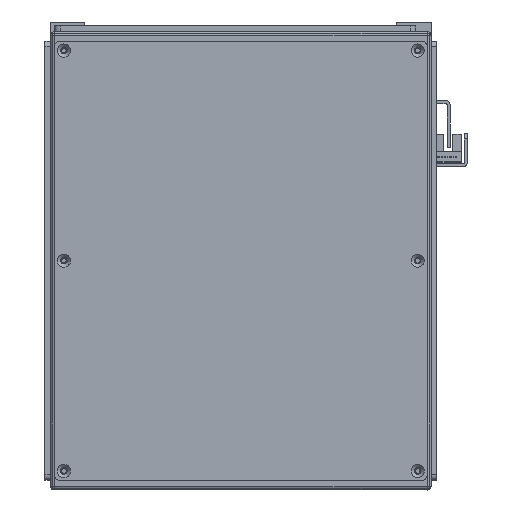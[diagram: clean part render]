
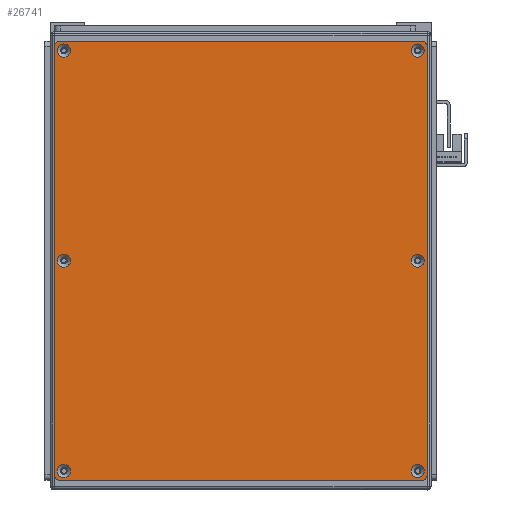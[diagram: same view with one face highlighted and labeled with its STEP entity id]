
A CAD part, front view. The second image highlights one B-rep face of the part: STEP entity #26741.
In plain terms, the highlighted planar face has unit normal (0, -1, 0).
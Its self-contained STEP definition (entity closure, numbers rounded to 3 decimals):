
#718=FACE_BOUND('',#6512,.T.);
#719=FACE_BOUND('',#6513,.T.);
#720=FACE_BOUND('',#6514,.T.);
#721=FACE_BOUND('',#6515,.T.);
#722=FACE_BOUND('',#6516,.T.);
#723=FACE_BOUND('',#6517,.T.);
#2679=CIRCLE('',#29678,3.45);
#2682=CIRCLE('',#29683,3.45);
#2685=CIRCLE('',#29688,3.45);
#2688=CIRCLE('',#29693,3.45);
#2691=CIRCLE('',#29698,3.45);
#2694=CIRCLE('',#29703,3.45);
#2697=CIRCLE('',#29708,3.);
#2699=CIRCLE('',#29711,3.);
#2700=CIRCLE('',#29712,3.);
#2701=CIRCLE('',#29713,3.);
#4755=FACE_OUTER_BOUND('',#6511,.T.);
#6511=EDGE_LOOP('',(#24532,#24533,#24534,#24535,#24536,#24537,#24538,#24539));
#6512=EDGE_LOOP('',(#24540));
#6513=EDGE_LOOP('',(#24541));
#6514=EDGE_LOOP('',(#24542));
#6515=EDGE_LOOP('',(#24543));
#6516=EDGE_LOOP('',(#24544));
#6517=EDGE_LOOP('',(#24545));
#8809=LINE('',#46293,#11092);
#8810=LINE('',#46297,#11093);
#8811=LINE('',#46301,#11094);
#8812=LINE('',#46304,#11095);
#11092=VECTOR('',#37235,10.);
#11093=VECTOR('',#37238,10.);
#11094=VECTOR('',#37241,10.);
#11095=VECTOR('',#37244,10.);
#13543=VERTEX_POINT('',#46223);
#13546=VERTEX_POINT('',#46233);
#13549=VERTEX_POINT('',#46243);
#13552=VERTEX_POINT('',#46253);
#13555=VERTEX_POINT('',#46263);
#13558=VERTEX_POINT('',#46273);
#13561=VERTEX_POINT('',#46283);
#13562=VERTEX_POINT('',#46284);
#13565=VERTEX_POINT('',#46292);
#13566=VERTEX_POINT('',#46294);
#13567=VERTEX_POINT('',#46296);
#13568=VERTEX_POINT('',#46298);
#13569=VERTEX_POINT('',#46300);
#13570=VERTEX_POINT('',#46302);
#17202=EDGE_CURVE('',#13543,#13543,#2679,.T.);
#17207=EDGE_CURVE('',#13546,#13546,#2682,.T.);
#17212=EDGE_CURVE('',#13549,#13549,#2685,.T.);
#17217=EDGE_CURVE('',#13552,#13552,#2688,.T.);
#17222=EDGE_CURVE('',#13555,#13555,#2691,.T.);
#17227=EDGE_CURVE('',#13558,#13558,#2694,.T.);
#17232=EDGE_CURVE('',#13561,#13562,#2697,.T.);
#17236=EDGE_CURVE('',#13561,#13565,#8809,.T.);
#17237=EDGE_CURVE('',#13566,#13565,#2699,.T.);
#17238=EDGE_CURVE('',#13566,#13567,#8810,.T.);
#17239=EDGE_CURVE('',#13568,#13567,#2700,.T.);
#17240=EDGE_CURVE('',#13568,#13569,#8811,.T.);
#17241=EDGE_CURVE('',#13570,#13569,#2701,.T.);
#17242=EDGE_CURVE('',#13570,#13562,#8812,.T.);
#24532=ORIENTED_EDGE('',*,*,#17232,.F.);
#24533=ORIENTED_EDGE('',*,*,#17236,.T.);
#24534=ORIENTED_EDGE('',*,*,#17237,.F.);
#24535=ORIENTED_EDGE('',*,*,#17238,.T.);
#24536=ORIENTED_EDGE('',*,*,#17239,.F.);
#24537=ORIENTED_EDGE('',*,*,#17240,.T.);
#24538=ORIENTED_EDGE('',*,*,#17241,.F.);
#24539=ORIENTED_EDGE('',*,*,#17242,.T.);
#24540=ORIENTED_EDGE('',*,*,#17202,.T.);
#24541=ORIENTED_EDGE('',*,*,#17207,.T.);
#24542=ORIENTED_EDGE('',*,*,#17212,.T.);
#24543=ORIENTED_EDGE('',*,*,#17217,.T.);
#24544=ORIENTED_EDGE('',*,*,#17222,.T.);
#24545=ORIENTED_EDGE('',*,*,#17227,.T.);
#25400=PLANE('',#29710);
#26741=ADVANCED_FACE('',(#4755,#718,#719,#720,#721,#722,#723),#25400,.T.);
#29678=AXIS2_PLACEMENT_3D('',#46224,#37155,#37156);
#29683=AXIS2_PLACEMENT_3D('',#46234,#37167,#37168);
#29688=AXIS2_PLACEMENT_3D('',#46244,#37179,#37180);
#29693=AXIS2_PLACEMENT_3D('',#46254,#37191,#37192);
#29698=AXIS2_PLACEMENT_3D('',#46264,#37203,#37204);
#29703=AXIS2_PLACEMENT_3D('',#46274,#37215,#37216);
#29708=AXIS2_PLACEMENT_3D('',#46285,#37227,#37228);
#29710=AXIS2_PLACEMENT_3D('',#46291,#37233,#37234);
#29711=AXIS2_PLACEMENT_3D('',#46295,#37236,#37237);
#29712=AXIS2_PLACEMENT_3D('',#46299,#37239,#37240);
#29713=AXIS2_PLACEMENT_3D('',#46303,#37242,#37243);
#37155=DIRECTION('center_axis',(0.,1.,0.));
#37156=DIRECTION('ref_axis',(1.,0.,0.));
#37167=DIRECTION('center_axis',(0.,1.,0.));
#37168=DIRECTION('ref_axis',(1.,0.,0.));
#37179=DIRECTION('center_axis',(0.,1.,0.));
#37180=DIRECTION('ref_axis',(1.,0.,0.));
#37191=DIRECTION('center_axis',(0.,1.,0.));
#37192=DIRECTION('ref_axis',(1.,0.,0.));
#37203=DIRECTION('center_axis',(0.,1.,0.));
#37204=DIRECTION('ref_axis',(1.,0.,0.));
#37215=DIRECTION('center_axis',(0.,1.,0.));
#37216=DIRECTION('ref_axis',(1.,0.,0.));
#37227=DIRECTION('center_axis',(0.,1.,0.));
#37228=DIRECTION('ref_axis',(-0.707,0.,0.707));
#37233=DIRECTION('center_axis',(0.,-1.,0.));
#37234=DIRECTION('ref_axis',(0.,0.,-1.));
#37235=DIRECTION('',(0.,0.,-1.));
#37236=DIRECTION('center_axis',(0.,1.,0.));
#37237=DIRECTION('ref_axis',(-0.707,0.,-0.707));
#37238=DIRECTION('',(1.,0.,0.));
#37239=DIRECTION('center_axis',(0.,1.,0.));
#37240=DIRECTION('ref_axis',(0.707,0.,-0.707));
#37241=DIRECTION('',(0.,0.,1.));
#37242=DIRECTION('center_axis',(0.,1.,0.));
#37243=DIRECTION('ref_axis',(0.707,0.,0.707));
#37244=DIRECTION('',(-1.,0.,0.));
#46223=CARTESIAN_POINT('',(107.05,-1.5,93.));
#46224=CARTESIAN_POINT('Origin',(110.5,-1.5,93.));
#46233=CARTESIAN_POINT('',(-3.45,-1.5,93.));
#46234=CARTESIAN_POINT('Origin',(0.,-1.5,93.));
#46243=CARTESIAN_POINT('',(-113.95,-1.5,93.));
#46244=CARTESIAN_POINT('Origin',(-110.5,-1.5,93.));
#46253=CARTESIAN_POINT('',(-113.95,-1.5,-93.));
#46254=CARTESIAN_POINT('Origin',(-110.5,-1.5,-93.));
#46263=CARTESIAN_POINT('',(-3.45,-1.5,-93.));
#46264=CARTESIAN_POINT('Origin',(0.,-1.5,-93.));
#46273=CARTESIAN_POINT('',(107.05,-1.5,-93.));
#46274=CARTESIAN_POINT('Origin',(110.5,-1.5,-93.));
#46283=CARTESIAN_POINT('',(-115.5,-1.5,95.));
#46284=CARTESIAN_POINT('',(-112.5,-1.5,98.));
#46285=CARTESIAN_POINT('Origin',(-112.5,-1.5,95.));
#46291=CARTESIAN_POINT('Origin',(0.,-1.5,0.));
#46292=CARTESIAN_POINT('',(-115.5,-1.5,-95.));
#46293=CARTESIAN_POINT('',(-115.5,-1.5,98.));
#46294=CARTESIAN_POINT('',(-112.5,-1.5,-98.));
#46295=CARTESIAN_POINT('Origin',(-112.5,-1.5,-95.));
#46296=CARTESIAN_POINT('',(112.5,-1.5,-98.));
#46297=CARTESIAN_POINT('',(-115.5,-1.5,-98.));
#46298=CARTESIAN_POINT('',(115.5,-1.5,-95.));
#46299=CARTESIAN_POINT('Origin',(112.5,-1.5,-95.));
#46300=CARTESIAN_POINT('',(115.5,-1.5,95.));
#46301=CARTESIAN_POINT('',(115.5,-1.5,-98.));
#46302=CARTESIAN_POINT('',(112.5,-1.5,98.));
#46303=CARTESIAN_POINT('Origin',(112.5,-1.5,95.));
#46304=CARTESIAN_POINT('',(115.5,-1.5,98.));
